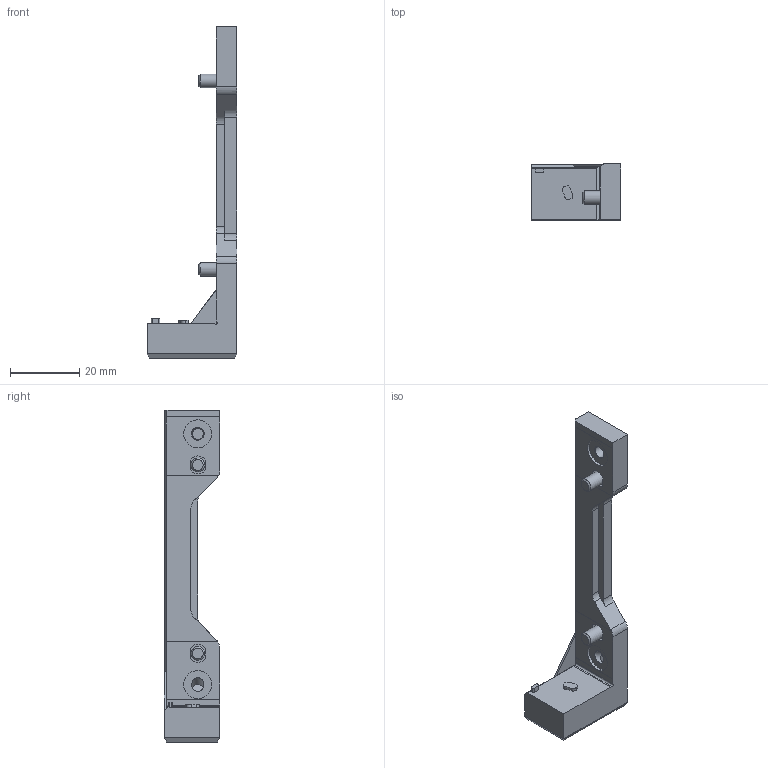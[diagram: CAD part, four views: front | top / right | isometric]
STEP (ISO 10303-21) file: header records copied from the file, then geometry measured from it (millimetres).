
FILE_DESCRIPTION(/* description */ ('STEP AP214'),/* implementation_level */ '2;1');
FILE_NAME(/* name */ '8152370_DADG-AK-G8-10-50',/* time_stamp */ '2024-08-12T16:38:18+02:00',/* author */ ('License CC BY-ND 4.0'),/* organization */ ('CADENAS'),/* preprocessor_version */ 'ST-DEVELOPER v19.3',/* originating_system */ 'PARTsolutions',/* authorisation */ ' ');
FILE_SCHEMA (('AUTOMOTIVE_DESIGN {1 0 10303 214 3 1 1}'));
Length unit declared in the file: millimetre
Products named in the file (3): 8152370 DADG-AK-G8-10-50---(high); 8147110 DGST-10-50---(50_high_g); DIN-6912 - M4x8(F)
Assembly tree (3 placements, depth 2):
  8152370 DADG-AK-G8-10-50---(high)
    8147110 DGST-10-50---(50_high_g)
    DIN-6912 - M4x8(F)  x2
Bounding box: 26 x 16.05 x 96 mm (x, y, z)
Volume: 10154.4 mm3; surface area: 5978 mm2
Topology: 3 solids, 3 shells, 204 faces, 498 edges, 314 vertices
Faces by surface type: plane 125, cylinder 51, cone 22, torus 6
Full cylindrical faces by diameter (mm): 2 x2, 3.5 x2, 4 x2, 4.134 x2, 7 x2, 8.1 x2
Entity records: 6205 total; most frequent: CARTESIAN_POINT 920, DIRECTION 875, ORIENTED_EDGE 834, EDGE_CURVE 417, LINE 293, VECTOR 293, AXIS2_PLACEMENT_3D 291, VERTEX_POINT 282
